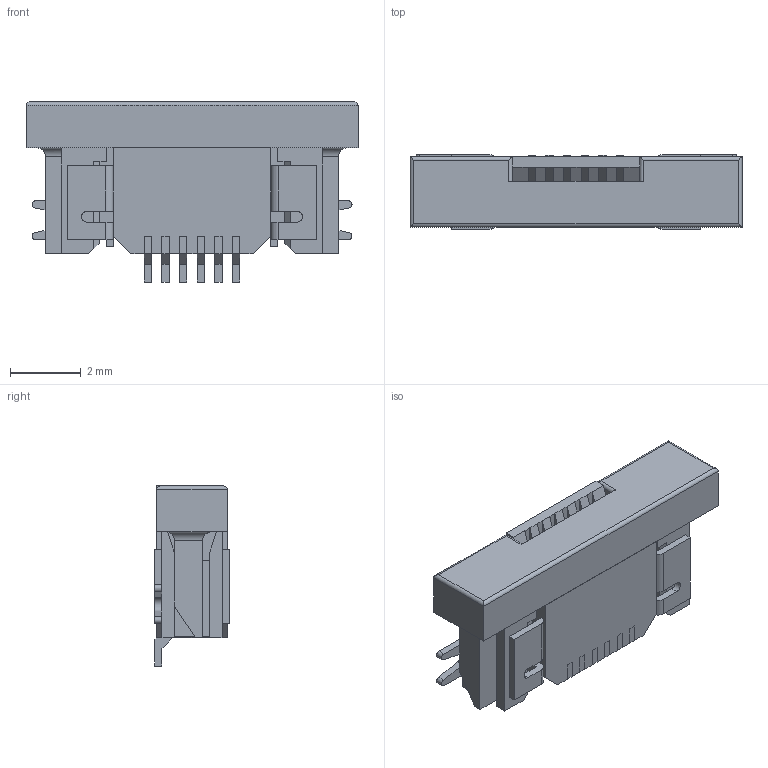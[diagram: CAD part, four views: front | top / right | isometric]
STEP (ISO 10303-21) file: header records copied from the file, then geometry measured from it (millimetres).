
FILE_DESCRIPTION( ( 'Unknown' ), '1' );
FILE_NAME( '68710614522.stp', 'Unknown', ( 'Unknown' ), ( 'Unknown' ), 'PSStep 17.0.49', 'Unknown', ' ' );
FILE_SCHEMA( ( 'AUTOMOTIVE_DESIGN { 1 0 10303 214 1 1 1 1 }' ) );
Length unit declared in the file: millimetre
Products named in the file (6): Assem1; 6871xx14522_PIN; 6871xx14522_Patte; 6871xx14522_Patte_2; 68710614522; 68710614522_CAP
Assembly tree (10 placements, depth 2):
  Assem1
    6871xx14522_PIN  x6
    6871xx14522_Patte
    6871xx14522_Patte_2
    68710614522
    68710614522_CAP
Bounding box: 9.4 x 2.1 x 5.1 mm (x, y, z)
Volume: 60.3 mm3; surface area: 345.3 mm2
Topology: 10 solids, 10 shells, 452 faces, 1320 edges, 866 vertices
Faces by surface type: plane 411, cylinder 41
Entity records: 13979 total; most frequent: ORIENTED_EDGE 2010, CARTESIAN_POINT 2009, DIRECTION 1771, EDGE_CURVE 1005, LINE 935, VECTOR 935, VERTEX_POINT 656, AXIS2_PLACEMENT_3D 418
